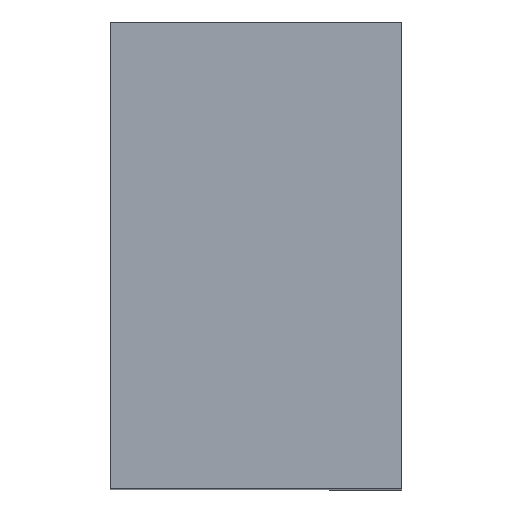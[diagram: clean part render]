
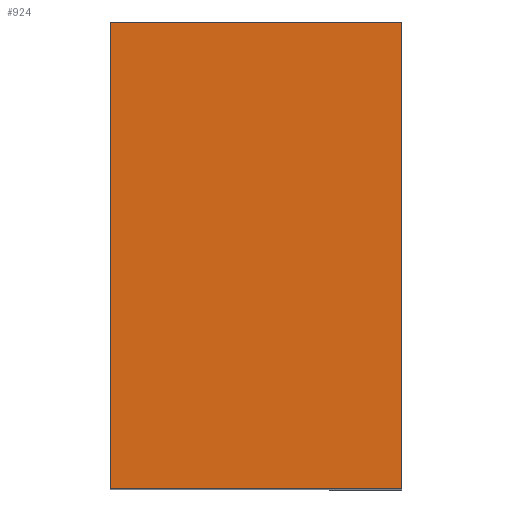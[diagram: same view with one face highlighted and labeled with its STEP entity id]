
A CAD part, top view. The second image highlights one B-rep face of the part: STEP entity #924.
In plain terms, the highlighted planar face has unit normal (0, 0, 1).
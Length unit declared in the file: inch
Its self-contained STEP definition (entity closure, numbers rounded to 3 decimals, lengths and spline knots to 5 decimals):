
#32 = CARTESIAN_POINT ( 'NONE',  ( 0., -200., 350. ) ) ;
#78 = ORIENTED_EDGE ( 'NONE', *, *, #186, .F. ) ;
#79 = CARTESIAN_POINT ( 'NONE',  ( 250., 200., 350. ) ) ;
#123 = DIRECTION ( 'NONE',  ( 1., 0., 0. ) ) ;
#130 = LINE ( 'NONE', #1103, #740 ) ;
#186 = EDGE_CURVE ( 'NONE', #1319, #336, #1337, .T. ) ;
#241 = CARTESIAN_POINT ( 'NONE',  ( 0., 0., 350. ) ) ;
#260 = DIRECTION ( 'NONE',  ( 0., 0., 1. ) ) ;
#270 = EDGE_CURVE ( 'NONE', #682, #558, #885, .T. ) ;
#336 = VERTEX_POINT ( 'NONE', #628 ) ;
#364 = DIRECTION ( 'NONE',  ( -1., 0., 0. ) ) ;
#374 = LINE ( 'NONE', #1230, #703 ) ;
#426 = VECTOR ( 'NONE', #468, 39.37008 ) ;
#468 = DIRECTION ( 'NONE',  ( 0., 1., 0. ) ) ;
#523 = ORIENTED_EDGE ( 'NONE', *, *, #866, .T. ) ;
#558 = VERTEX_POINT ( 'NONE', #79 ) ;
#600 = ORIENTED_EDGE ( 'NONE', *, *, #959, .T. ) ;
#628 = CARTESIAN_POINT ( 'NONE',  ( 0., 200., 350. ) ) ;
#631 = AXIS2_PLACEMENT_3D ( 'NONE', #241, #260, #1189 ) ;
#682 = VERTEX_POINT ( 'NONE', #1247 ) ;
#703 = VECTOR ( 'NONE', #364, 39.37008 ) ;
#740 = VECTOR ( 'NONE', #123, 39.37008 ) ;
#788 = FACE_OUTER_BOUND ( 'NONE', #811, .T. ) ;
#811 = EDGE_LOOP ( 'NONE', ( #78, #523, #1332, #600 ) ) ;
#866 = EDGE_CURVE ( 'NONE', #1319, #682, #130, .T. ) ;
#885 = LINE ( 'NONE', #998, #917 ) ;
#917 = VECTOR ( 'NONE', #1130, 39.37008 ) ;
#924 = ADVANCED_FACE ( 'NONE', ( #788 ), #1196, .T. ) ;
#959 = EDGE_CURVE ( 'NONE', #558, #336, #374, .T. ) ;
#998 = CARTESIAN_POINT ( 'NONE',  ( 250., 200., 350. ) ) ;
#1103 = CARTESIAN_POINT ( 'NONE',  ( -250., -200., 350. ) ) ;
#1130 = DIRECTION ( 'NONE',  ( 0., 1., 0. ) ) ;
#1132 = CARTESIAN_POINT ( 'NONE',  ( 0., -943.30344, 350. ) ) ;
#1189 = DIRECTION ( 'NONE',  ( 1., 0., 0. ) ) ;
#1196 = PLANE ( 'NONE',  #631 ) ;
#1230 = CARTESIAN_POINT ( 'NONE',  ( -250., 200., 350. ) ) ;
#1247 = CARTESIAN_POINT ( 'NONE',  ( 250., -200., 350. ) ) ;
#1319 = VERTEX_POINT ( 'NONE', #32 ) ;
#1332 = ORIENTED_EDGE ( 'NONE', *, *, #270, .T. ) ;
#1337 = LINE ( 'NONE', #1132, #426 ) ;
